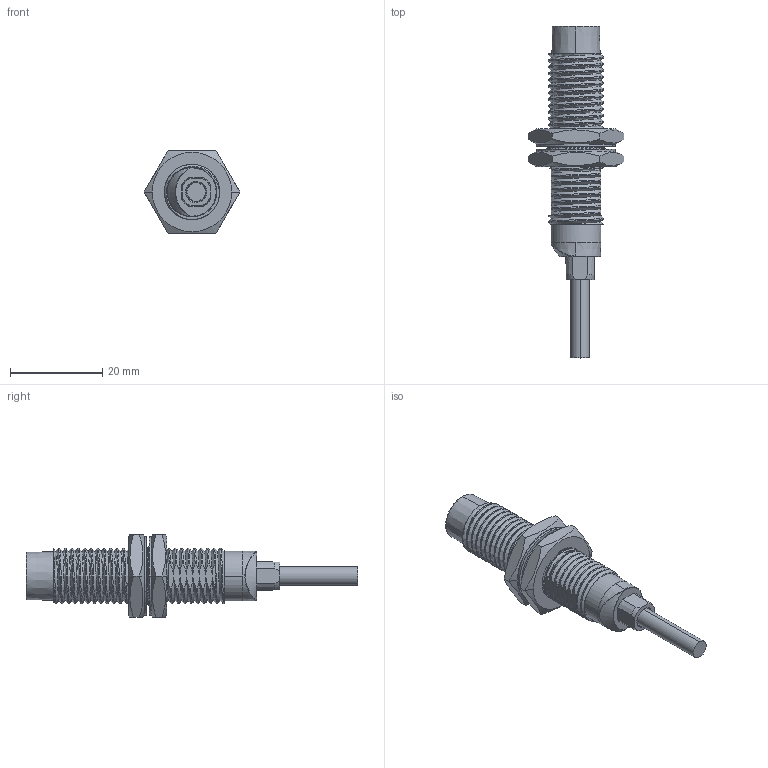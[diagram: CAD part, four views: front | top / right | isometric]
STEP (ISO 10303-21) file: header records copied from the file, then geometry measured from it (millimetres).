
FILE_DESCRIPTION((''),'2;1');
FILE_NAME('TLN12-08','2022-03-25T',('EDY'),(''),'CREO PARAMETRIC BY PTC INC, 2018070','CREO PARAMETRIC BY PTC INC, 2018070','');
FILE_SCHEMA(('CONFIG_CONTROL_DESIGN'));
Length unit declared in the file: millimetre
Products named in the file (1): TLN12-08
Bounding box: 20.78 x 72 x 18 mm (x, y, z)
Volume: 6406.5 mm3; surface area: 5093.4 mm2
Topology: 2 solids, 7 shells, 765 faces, 2107 edges, 1341 vertices
Faces by surface type: plane 506, cylinder 151, cone 50, bspline 41, torus 15, sphere 2
Entity records: 36447 total; most frequent: CARTESIAN_POINT 17626, ORIENTED_EDGE 4210, DIRECTION 3463, EDGE_CURVE 2105, VERTEX_POINT 1341, VECTOR 1313, LINE 1313, AXIS2_PLACEMENT_3D 1075
